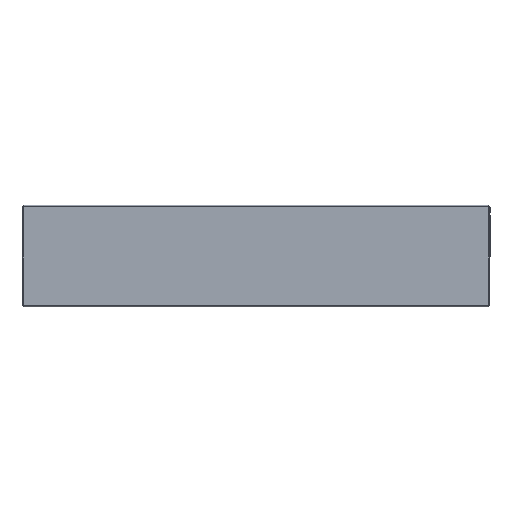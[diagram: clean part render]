
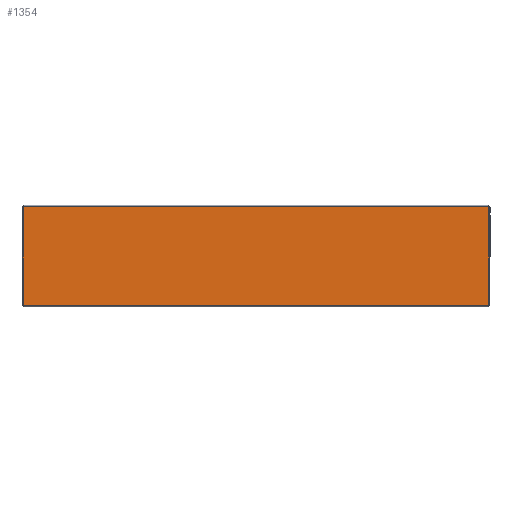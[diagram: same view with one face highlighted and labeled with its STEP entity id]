
A CAD part, top view. The second image highlights one B-rep face of the part: STEP entity #1354.
In plain terms, the highlighted planar face has unit normal (0, 0, 1).
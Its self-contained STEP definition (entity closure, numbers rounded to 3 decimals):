
#29 = VERTEX_POINT ( 'NONE', #286 ) ;
#90 = VECTOR ( 'NONE', #798, 1000. ) ;
#170 = VECTOR ( 'NONE', #1211, 1000. ) ;
#229 = CARTESIAN_POINT ( 'NONE',  ( 450.5, -95.5, 0. ) ) ;
#286 = CARTESIAN_POINT ( 'NONE',  ( -450.5, -95.5, 0. ) ) ;
#330 = VECTOR ( 'NONE', #1088, 1000. ) ;
#388 = EDGE_CURVE ( 'NONE', #1119, #986, #1521, .T. ) ;
#397 = CARTESIAN_POINT ( 'NONE',  ( 450.5, 95.5, 0. ) ) ;
#443 = DIRECTION ( 'NONE',  ( -1., 0., 0. ) ) ;
#548 = ORIENTED_EDGE ( 'NONE', *, *, #1315, .T. ) ;
#622 = CARTESIAN_POINT ( 'NONE',  ( 450.5, -95.5, 0. ) ) ;
#644 = CARTESIAN_POINT ( 'NONE',  ( 0., 0., 0. ) ) ;
#677 = EDGE_CURVE ( 'NONE', #986, #1191, #748, .T. ) ;
#748 = LINE ( 'NONE', #1720, #1148 ) ;
#798 = DIRECTION ( 'NONE',  ( 1., 0., 0. ) ) ;
#888 = EDGE_CURVE ( 'NONE', #1191, #29, #1616, .T. ) ;
#954 = CARTESIAN_POINT ( 'NONE',  ( 450.5, -95.5, 0. ) ) ;
#986 = VERTEX_POINT ( 'NONE', #397 ) ;
#1063 = PLANE ( 'NONE',  #1111 ) ;
#1088 = DIRECTION ( 'NONE',  ( 0., -1., 0. ) ) ;
#1092 = FACE_OUTER_BOUND ( 'NONE', #1137, .T. ) ;
#1111 = AXIS2_PLACEMENT_3D ( 'NONE', #644, #1535, #1261 ) ;
#1119 = VERTEX_POINT ( 'NONE', #954 ) ;
#1137 = EDGE_LOOP ( 'NONE', ( #1834, #548, #1400, #1440 ) ) ;
#1148 = VECTOR ( 'NONE', #443, 1000. ) ;
#1191 = VERTEX_POINT ( 'NONE', #1271 ) ;
#1211 = DIRECTION ( 'NONE',  ( 0., 1., 0. ) ) ;
#1261 = DIRECTION ( 'NONE',  ( 1., 0., 0. ) ) ;
#1271 = CARTESIAN_POINT ( 'NONE',  ( -450.5, 95.5, 0. ) ) ;
#1315 = EDGE_CURVE ( 'NONE', #29, #1119, #1783, .T. ) ;
#1354 = ADVANCED_FACE ( 'NONE', ( #1092 ), #1063, .T. ) ;
#1400 = ORIENTED_EDGE ( 'NONE', *, *, #388, .T. ) ;
#1440 = ORIENTED_EDGE ( 'NONE', *, *, #677, .T. ) ;
#1521 = LINE ( 'NONE', #622, #170 ) ;
#1535 = DIRECTION ( 'NONE',  ( 0., 0., 1. ) ) ;
#1616 = LINE ( 'NONE', #1664, #330 ) ;
#1664 = CARTESIAN_POINT ( 'NONE',  ( -450.5, -95.5, 0. ) ) ;
#1720 = CARTESIAN_POINT ( 'NONE',  ( 450.5, 95.5, 0. ) ) ;
#1783 = LINE ( 'NONE', #229, #90 ) ;
#1834 = ORIENTED_EDGE ( 'NONE', *, *, #888, .T. ) ;
